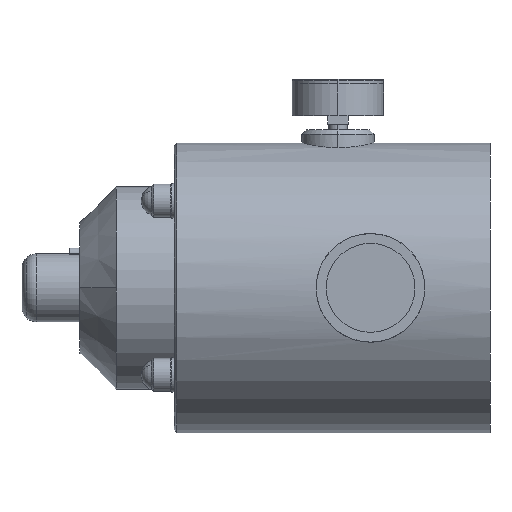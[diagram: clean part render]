
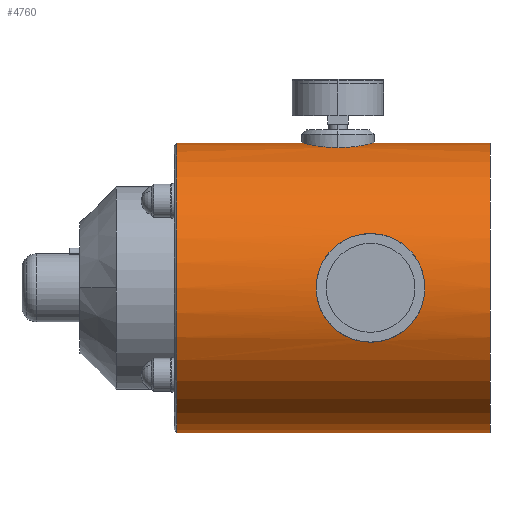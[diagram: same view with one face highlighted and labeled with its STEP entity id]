
A CAD part, left-side view. The second image highlights one B-rep face of the part: STEP entity #4760.
In plain terms, the highlighted cylindrical face has radius 100 mm (diameter 200 mm), a partial arc.
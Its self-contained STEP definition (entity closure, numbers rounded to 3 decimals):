
#47=CARTESIAN_POINT('',(0.,-2.5,100.));
#48=CARTESIAN_POINT('',(-1.595,-2.5,100.));
#49=CARTESIAN_POINT('',(-4.817,-2.195,99.923));
#50=CARTESIAN_POINT('',(-9.594,-0.767,99.575));
#51=CARTESIAN_POINT('',(-14.003,1.595,99.044));
#52=CARTESIAN_POINT('',(-17.777,4.697,98.428));
#53=CARTESIAN_POINT('',(-20.915,8.508,97.802));
#54=CARTESIAN_POINT('',(-23.26,12.898,97.264));
#55=CARTESIAN_POINT('',(-24.687,17.642,96.906));
#56=CARTESIAN_POINT('',(-25.,20.886,96.825));
#57=CARTESIAN_POINT('',(-25.,22.5,96.825));
#85=CARTESIAN_POINT('',(0.002,47.5,100.));
#86=CARTESIAN_POINT('',(-1.577,47.5,100.));
#87=CARTESIAN_POINT('',(-4.721,47.209,99.927));
#88=CARTESIAN_POINT('',(-9.506,45.806,99.585));
#89=CARTESIAN_POINT('',(-13.979,43.424,99.048));
#90=CARTESIAN_POINT('',(-17.755,40.323,98.432));
#91=CARTESIAN_POINT('',(-20.878,36.544,97.81));
#92=CARTESIAN_POINT('',(-23.235,32.163,97.27));
#93=CARTESIAN_POINT('',(-24.676,27.413,96.909));
#94=CARTESIAN_POINT('',(-25.,24.161,96.825));
#95=CARTESIAN_POINT('',(-25.,22.5,96.825));
#97=CARTESIAN_POINT('',(0.,-82.5,0.));
#98=DIRECTION('',(0.,1.,0.));
#99=DIRECTION('',(0.,0.,-1.));
#100=AXIS2_PLACEMENT_3D('',#97,#98,#99);
#107=DIRECTION('',(0.,1.,0.));
#108=VECTOR('',#107,80.);
#109=CARTESIAN_POINT('',(0.,-82.5,100.));
#110=LINE('',#109,#108);
#135=DIRECTION('',(0.,1.,0.));
#136=VECTOR('',#135,86.13);
#137=CARTESIAN_POINT('',(0.002,47.5,100.));
#138=LINE('',#137,#136);
#139=DIRECTION('',(0.,-1.,0.));
#140=VECTOR('',#139,216.13);
#141=CARTESIAN_POINT('',(0.,133.63,-100.));
#142=LINE('',#141,#140);
#148=CARTESIAN_POINT('',(0.,133.63,0.));
#149=DIRECTION('',(0.,-1.,0.));
#150=DIRECTION('',(0.,0.,1.));
#151=AXIS2_PLACEMENT_3D('',#148,#149,#150);
#926=CARTESIAN_POINT('',(-92.702,0.,-37.5));
#927=CARTESIAN_POINT('',(-92.702,2.249,-37.5));
#928=CARTESIAN_POINT('',(-92.865,6.918,-37.102));
#929=CARTESIAN_POINT('',(-93.713,14.354,-34.948));
#930=CARTESIAN_POINT('',(-95.041,21.233,-31.198));
#931=CARTESIAN_POINT('',(-96.42,26.665,-26.704));
#932=CARTESIAN_POINT('',(-97.905,31.576,-20.713));
#933=CARTESIAN_POINT('',(-99.079,34.997,-14.11));
#934=CARTESIAN_POINT('',(-99.829,37.049,-7.144));
#935=CARTESIAN_POINT('',(-100.09,37.739,0.085));
#936=CARTESIAN_POINT('',(-99.81,36.996,7.396));
#937=CARTESIAN_POINT('',(-99.071,34.973,14.127));
#938=CARTESIAN_POINT('',(-97.929,31.648,20.585));
#939=CARTESIAN_POINT('',(-96.473,26.856,26.509));
#940=CARTESIAN_POINT('',(-95.074,21.398,31.097));
#941=CARTESIAN_POINT('',(-93.719,14.405,34.934));
#942=CARTESIAN_POINT('',(-92.867,6.952,37.097));
#943=CARTESIAN_POINT('',(-92.702,2.258,37.5));
#944=CARTESIAN_POINT('',(-92.702,0.,37.5));
#972=CARTESIAN_POINT('',(-92.702,0.,37.5));
#973=CARTESIAN_POINT('',(-92.702,-2.249,37.5));
#974=CARTESIAN_POINT('',(-92.866,-6.91,37.098));
#975=CARTESIAN_POINT('',(-93.699,-14.253,34.987));
#976=CARTESIAN_POINT('',(-95.028,-21.176,31.238));
#977=CARTESIAN_POINT('',(-96.403,-26.604,26.765));
#978=CARTESIAN_POINT('',(-97.897,-31.553,20.755));
#979=CARTESIAN_POINT('',(-99.076,-34.989,14.127));
#980=CARTESIAN_POINT('',(-99.828,-37.047,7.17));
#981=CARTESIAN_POINT('',(-100.089,-37.734,
-0.103));
#982=CARTESIAN_POINT('',(-99.817,-37.016,
-7.285));
#983=CARTESIAN_POINT('',(-99.076,-34.989,
-14.092));
#984=CARTESIAN_POINT('',(-97.947,-31.704,
-20.487));
#985=CARTESIAN_POINT('',(-96.499,-26.95,
-26.421));
#986=CARTESIAN_POINT('',(-95.078,-21.416,
-31.086));
#987=CARTESIAN_POINT('',(-93.731,-14.483,
-34.901));
#988=CARTESIAN_POINT('',(-92.865,-6.947,
-37.103));
#989=CARTESIAN_POINT('',(-92.702,-2.254,-37.5));
#990=CARTESIAN_POINT('',(-92.702,0.,-37.5));
#3617=CARTESIAN_POINT('',(-25.,22.5,96.825));
#3618=VERTEX_POINT('',#3617);
#3619=CARTESIAN_POINT('',(0.,133.63,-100.));
#3620=CARTESIAN_POINT('',(0.,-82.5,-100.));
#3621=VERTEX_POINT('',#3619);
#3622=VERTEX_POINT('',#3620);
#3623=VERTEX_POINT('',#85);
#3624=VERTEX_POINT('',#47);
#3625=VERTEX_POINT('',#926);
#3626=VERTEX_POINT('',#944);
#3627=CARTESIAN_POINT('',(0.,-82.5,100.));
#3628=VERTEX_POINT('',#3627);
#3629=CARTESIAN_POINT('',(0.001,133.63,100.));
#3630=VERTEX_POINT('',#3629);
#4735=CARTESIAN_POINT('',(0.,133.63,0.));
#4736=DIRECTION('',(0.,-1.,0.));
#4737=DIRECTION('',(0.,0.,1.));
#4738=AXIS2_PLACEMENT_3D('',#4735,#4736,#4737);
#4739=CYLINDRICAL_SURFACE('',#4738,100.);
#4741=ORIENTED_EDGE('',*,*,#4740,.F.);
#4743=ORIENTED_EDGE('',*,*,#4742,.F.);
#4745=ORIENTED_EDGE('',*,*,#4744,.F.);
#4747=ORIENTED_EDGE('',*,*,#4746,.F.);
#4748=ORIENTED_EDGE('',*,*,#4720,.T.);
#4749=ORIENTED_EDGE('',*,*,#4656,.F.);
#4751=ORIENTED_EDGE('',*,*,#4750,.F.);
#4752=EDGE_LOOP('',(#4741,#4743,#4745,#4747,#4748,#4749,#4751));
#4753=FACE_OUTER_BOUND('',#4752,.F.);
#4755=ORIENTED_EDGE('',*,*,#4754,.F.);
#4757=ORIENTED_EDGE('',*,*,#4756,.F.);
#4758=EDGE_LOOP('',(#4755,#4757));
#4759=FACE_BOUND('',#4758,.F.);
#58=B_SPLINE_CURVE_WITH_KNOTS('',3,(#47,#48,#49,#50,#51,#52,#53,#54,#55,#56,
#57),.UNSPECIFIED.,.F.,.F.,(4,1,1,1,1,1,1,1,4),(0.,0.125,0.25,0.375,
0.5,0.625,0.75,0.875,1.),.UNSPECIFIED.);
#96=B_SPLINE_CURVE_WITH_KNOTS('',3,(#85,#86,#87,#88,#89,#90,#91,#92,#93,#94,
#95),.UNSPECIFIED.,.F.,.F.,(4,1,1,1,1,1,1,1,4),(0.,0.125,0.25,0.375,
0.5,0.625,0.75,0.875,1.),.UNSPECIFIED.);
#101=CIRCLE('',#100,100.);
#152=CIRCLE('',#151,100.);
#945=B_SPLINE_CURVE_WITH_KNOTS('',3,(#926,#927,#928,#929,#930,#931,#932,#933,
#934,#935,#936,#937,#938,#939,#940,#941,#942,#943,#944),.UNSPECIFIED.,.F.,.F.,
(4,1,1,1,1,1,1,1,1,1,1,1,1,1,1,1,4),(0.,0.063,0.125,0.188,0.25,
0.313,0.375,0.438,0.5,0.563,0.625,0.688,0.75,0.813,
0.875,0.938,1.),.UNSPECIFIED.);
#991=B_SPLINE_CURVE_WITH_KNOTS('',3,(#972,#973,#974,#975,#976,#977,#978,#979,
#980,#981,#982,#983,#984,#985,#986,#987,#988,#989,#990),.UNSPECIFIED.,.F.,.F.,
(4,1,1,1,1,1,1,1,1,1,1,1,1,1,1,1,4),(0.,0.063,0.125,0.188,0.25,
0.313,0.375,0.438,0.5,0.563,0.625,0.688,0.75,0.813,
0.875,0.938,1.),.UNSPECIFIED.);
#4656=EDGE_CURVE('',#3624,#3618,#58,.T.);
#4720=EDGE_CURVE('',#3623,#3618,#96,.T.);
#4740=EDGE_CURVE('',#3622,#3628,#101,.T.);
#4742=EDGE_CURVE('',#3621,#3622,#142,.T.);
#4744=EDGE_CURVE('',#3630,#3621,#152,.T.);
#4746=EDGE_CURVE('',#3623,#3630,#138,.T.);
#4750=EDGE_CURVE('',#3628,#3624,#110,.T.);
#4754=EDGE_CURVE('',#3625,#3626,#945,.T.);
#4756=EDGE_CURVE('',#3626,#3625,#991,.T.);
#4760=ADVANCED_FACE('',(#4753,#4759),#4739,.T.);
